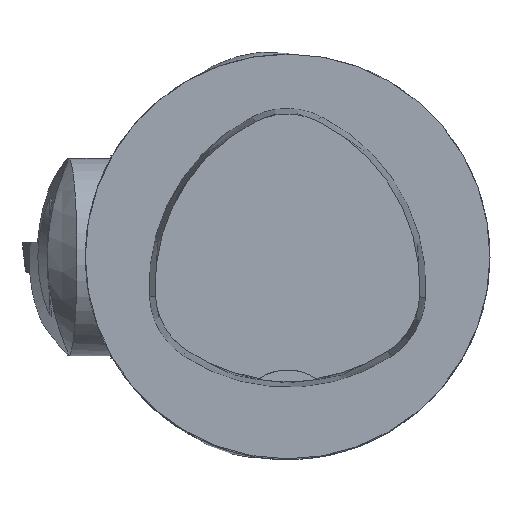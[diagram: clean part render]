
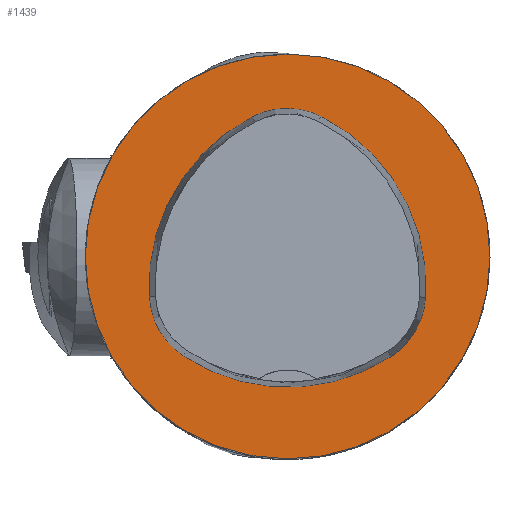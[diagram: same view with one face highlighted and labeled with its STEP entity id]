
A CAD part, top view. The second image highlights one B-rep face of the part: STEP entity #1439.
In plain terms, the highlighted planar face has unit normal (0, 0, 1).
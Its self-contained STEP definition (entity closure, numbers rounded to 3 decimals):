
#1053=PLANE('',#8325);
#1439=ADVANCED_FACE('',(#1915,#1916),#1053,.T.);
#1915=FACE_BOUND('',#2337,.T.);
#1916=FACE_BOUND('',#2338,.T.);
#2337=EDGE_LOOP('',(#5475,#5476,#5477,#5478,#5479,#5480));
#2338=EDGE_LOOP('',(#5481));
#5475=ORIENTED_EDGE('',*,*,#7462,.T.);
#5476=ORIENTED_EDGE('',*,*,#7442,.T.);
#5477=ORIENTED_EDGE('',*,*,#7446,.T.);
#5478=ORIENTED_EDGE('',*,*,#7449,.T.);
#5479=ORIENTED_EDGE('',*,*,#7452,.T.);
#5480=ORIENTED_EDGE('',*,*,#7460,.T.);
#5481=ORIENTED_EDGE('',*,*,#6549,.F.);
#5806=VERTEX_POINT('',#10646);
#6406=VERTEX_POINT('',#13303);
#6407=VERTEX_POINT('',#13304);
#6410=VERTEX_POINT('',#13312);
#6412=VERTEX_POINT('',#13318);
#6414=VERTEX_POINT('',#13324);
#6421=VERTEX_POINT('',#13345);
#6549=EDGE_CURVE('',#5806,#5806,#7604,.T.);
#7442=EDGE_CURVE('',#6406,#6407,#7750,.T.);
#7446=EDGE_CURVE('',#6407,#6410,#7752,.T.);
#7449=EDGE_CURVE('',#6410,#6412,#7754,.T.);
#7452=EDGE_CURVE('',#6412,#6414,#7756,.T.);
#7460=EDGE_CURVE('',#6414,#6421,#7760,.T.);
#7462=EDGE_CURVE('',#6421,#6406,#7762,.T.);
#7604=CIRCLE('',#7822,16.);
#7750=CIRCLE('',#8302,15.);
#7752=CIRCLE('',#8305,6.);
#7754=CIRCLE('',#8308,15.);
#7756=CIRCLE('',#8311,6.);
#7760=CIRCLE('',#8316,15.);
#7762=CIRCLE('',#8319,6.);
#7822=AXIS2_PLACEMENT_3D('',#10645,#8505,#8506);
#8302=AXIS2_PLACEMENT_3D('',#13302,#9942,#9943);
#8305=AXIS2_PLACEMENT_3D('',#13311,#9950,#9951);
#8308=AXIS2_PLACEMENT_3D('',#13317,#9957,#9958);
#8311=AXIS2_PLACEMENT_3D('',#13323,#9964,#9965);
#8316=AXIS2_PLACEMENT_3D('',#13346,#9976,#9977);
#8319=AXIS2_PLACEMENT_3D('',#13349,#9982,#9983);
#8325=AXIS2_PLACEMENT_3D('',#13355,#9994,#9995);
#8505=DIRECTION('',(0.,0.,-1.));
#8506=DIRECTION('',(-1.,0.,0.));
#9942=DIRECTION('',(0.,0.,-1.));
#9943=DIRECTION('',(-1.,0.,0.));
#9950=DIRECTION('',(0.,0.,-1.));
#9951=DIRECTION('',(-1.,0.,0.));
#9957=DIRECTION('',(0.,0.,-1.));
#9958=DIRECTION('',(-1.,0.,0.));
#9964=DIRECTION('',(0.,0.,-1.));
#9965=DIRECTION('',(-1.,0.,0.));
#9976=DIRECTION('',(0.,0.,-1.));
#9977=DIRECTION('',(-1.,0.,0.));
#9982=DIRECTION('',(0.,0.,-1.));
#9983=DIRECTION('',(-1.,0.,0.));
#9994=DIRECTION('',(0.,0.,1.));
#9995=DIRECTION('',(1.,0.,0.));
#10645=CARTESIAN_POINT('',(0.,0.,0.));
#10646=CARTESIAN_POINT('',(-16.,0.,0.));
#13302=CARTESIAN_POINT('',(4.048,-2.316,0.));
#13303=CARTESIAN_POINT('',(-10.926,-3.206,0.));
#13304=CARTESIAN_POINT('',(-2.774,11.043,0.));
#13311=CARTESIAN_POINT('',(-0.045,5.7,0.));
#13312=CARTESIAN_POINT('',(2.638,11.066,0.));
#13317=CARTESIAN_POINT('',(-4.07,-2.35,0.));
#13318=CARTESIAN_POINT('',(10.903,-3.249,0.));
#13323=CARTESIAN_POINT('',(4.914,-2.889,0.));
#13324=CARTESIAN_POINT('',(8.177,-7.924,0.));
#13345=CARTESIAN_POINT('',(-8.24,-7.859,0.));
#13346=CARTESIAN_POINT('',(0.019,4.663,0.));
#13349=CARTESIAN_POINT('',(-4.936,-2.85,0.));
#13355=CARTESIAN_POINT('',(0.,0.,0.));
